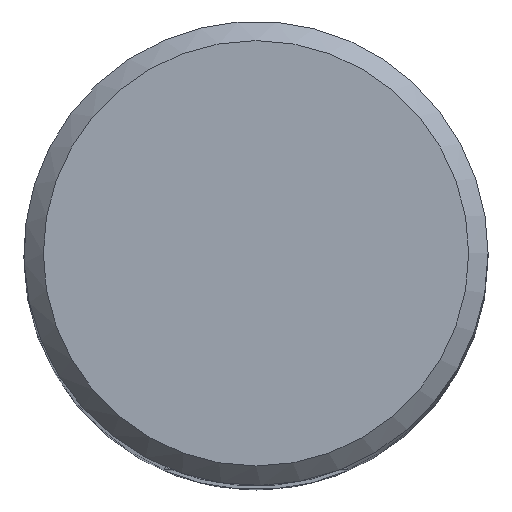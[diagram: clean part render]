
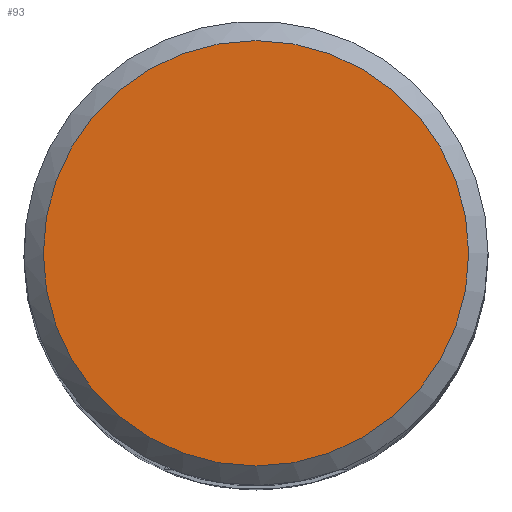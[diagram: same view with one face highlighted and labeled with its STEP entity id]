
A CAD part, top view. The second image highlights one B-rep face of the part: STEP entity #93.
In plain terms, the highlighted planar face has unit normal (0, 0, 1).
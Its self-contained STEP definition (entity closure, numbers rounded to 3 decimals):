
#93=ADVANCED_FACE('',(#140),#117,.F.);
#117=PLANE('',#533);
#140=FACE_OUTER_BOUND('',#165,.T.);
#165=EDGE_LOOP('',(#320));
#320=ORIENTED_EDGE('',*,*,#441,.T.);
#389=VERTEX_POINT('',#811);
#441=EDGE_CURVE('',#389,#389,#469,.T.);
#469=CIRCLE('',#532,5.49);
#532=AXIS2_PLACEMENT_3D('',#810,#641,#642);
#533=AXIS2_PLACEMENT_3D('',#812,#643,#644);
#641=DIRECTION('',(0.,0.,1.));
#642=DIRECTION('',(1.,0.,0.));
#643=DIRECTION('',(0.,0.,-1.));
#644=DIRECTION('',(1.,0.,0.));
#810=CARTESIAN_POINT('',(0.,0.,45.));
#811=CARTESIAN_POINT('',(5.49,0.,45.));
#812=CARTESIAN_POINT('',(5.49,0.,45.));
